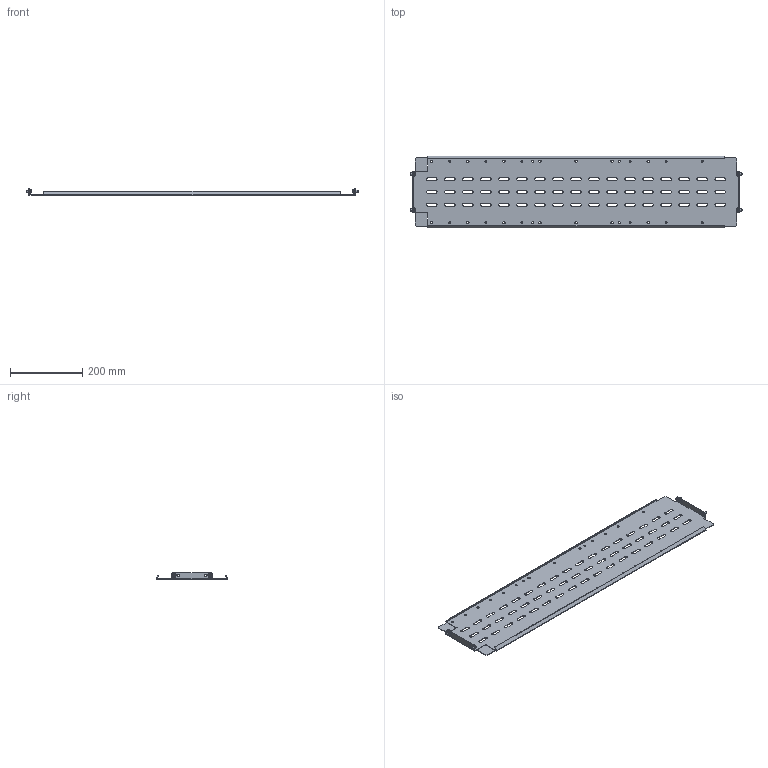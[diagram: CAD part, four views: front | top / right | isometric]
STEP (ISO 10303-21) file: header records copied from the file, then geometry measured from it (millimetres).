
FILE_DESCRIPTION (( 'STEP AP203' ), '1' );
FILE_NAME ('FO-00-SWV-020-100 FORMAT Ïåðåãîðîäêà ñåêöèîíèðîâàíèÿ âåðòèêàëüíàÿ 200õ1000 IEK.STEP', '2025-01-20T08:50:11', ( '' ), ( '' ), 'SwSTEP 2.0', 'SolidWorks 2022', '' );
FILE_SCHEMA (( 'CONFIG_CONTROL_DESIGN' ));
Length unit declared in the file: millimetre
Products named in the file (1): FO-00-SWV-020-100 FORMAT Перегородка секционирования вертикальная 200х1000 IEK
Bounding box: 920.9 x 198.93 x 17.5 mm (x, y, z)
Volume: 282512.8 mm3; surface area: 384789.9 mm2
Topology: 1 solids, 1 shells, 476 faces, 1342 edges, 884 vertices
Faces by surface type: cylinder 254, plane 190, cone 16, torus 16
Entity records: 15999 total; most frequent: DIRECTION 2852, CARTESIAN_POINT 2703, ORIENTED_EDGE 2684, EDGE_CURVE 1342, AXIS2_PLACEMENT_3D 1033, VERTEX_POINT 884, LINE 786, VECTOR 786
